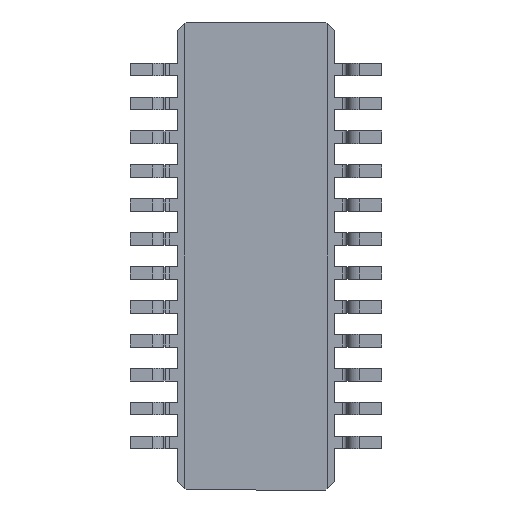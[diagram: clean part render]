
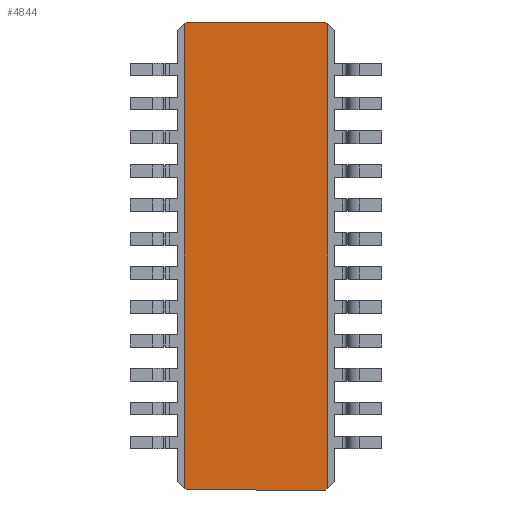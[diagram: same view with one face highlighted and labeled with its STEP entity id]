
A CAD part, front view. The second image highlights one B-rep face of the part: STEP entity #4844.
In plain terms, the highlighted planar face has unit normal (0, -1, 0).
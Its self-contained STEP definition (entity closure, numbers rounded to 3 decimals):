
#140 = LINE ( 'NONE', #10078, #6072 ) ;
#351 = CARTESIAN_POINT ( 'NONE',  ( -1.7, -0.6, 0.02 ) ) ;
#384 = VERTEX_POINT ( 'NONE', #3520 ) ;
#410 = ORIENTED_EDGE ( 'NONE', *, *, #6382, .T. ) ;
#485 = VERTEX_POINT ( 'NONE', #11798 ) ;
#578 = VECTOR ( 'NONE', #9358, 1000. ) ;
#698 = EDGE_LOOP ( 'NONE', ( #6636, #5830, #11093, #4879, #9139, #2251, #4208, #410 ) ) ;
#802 = EDGE_CURVE ( 'NONE', #10921, #10731, #11914, .T. ) ;
#909 = VERTEX_POINT ( 'NONE', #1115 ) ;
#1115 = CARTESIAN_POINT ( 'NONE',  ( -0.03, -0.6, 0. ) ) ;
#1181 = CARTESIAN_POINT ( 'NONE',  ( -0.03, -0.6, 5.52 ) ) ;
#1276 = LINE ( 'NONE', #4706, #2280 ) ;
#1360 = VECTOR ( 'NONE', #8460, 1000. ) ;
#1385 = VECTOR ( 'NONE', #5198, 1000. ) ;
#1544 = VECTOR ( 'NONE', #7886, 1000. ) ;
#1701 = LINE ( 'NONE', #5312, #1360 ) ;
#1957 = EDGE_CURVE ( 'NONE', #10731, #384, #3658, .T. ) ;
#2251 = ORIENTED_EDGE ( 'NONE', *, *, #11214, .T. ) ;
#2280 = VECTOR ( 'NONE', #2795, 1000. ) ;
#2338 = CARTESIAN_POINT ( 'NONE',  ( -0.01, -0.6, -4. ) ) ;
#2595 = VERTEX_POINT ( 'NONE', #10251 ) ;
#2795 = DIRECTION ( 'NONE',  ( 0.707, 0., 0.707 ) ) ;
#2864 = VERTEX_POINT ( 'NONE', #10705 ) ;
#2866 = DIRECTION ( 'NONE',  ( -0.707, 0., 0.707 ) ) ;
#3005 = VECTOR ( 'NONE', #8548, 1000. ) ;
#3114 = DIRECTION ( 'NONE',  ( 0., -1., 0. ) ) ;
#3278 = AXIS2_PLACEMENT_3D ( 'NONE', #6236, #3114, #7425 ) ;
#3377 = LINE ( 'NONE', #9319, #578 ) ;
#3520 = CARTESIAN_POINT ( 'NONE',  ( -1.7, -0.6, 5.5 ) ) ;
#3658 = LINE ( 'NONE', #11018, #1544 ) ;
#4208 = ORIENTED_EDGE ( 'NONE', *, *, #13584, .T. ) ;
#4706 = CARTESIAN_POINT ( 'NONE',  ( -0.03, -0.6, 0. ) ) ;
#4844 = ADVANCED_FACE ( 'NONE', ( #5190 ), #11562, .T. ) ;
#4879 = ORIENTED_EDGE ( 'NONE', *, *, #9784, .T. ) ;
#5190 = FACE_OUTER_BOUND ( 'NONE', #698, .T. ) ;
#5198 = DIRECTION ( 'NONE',  ( -1., 0., 0. ) ) ;
#5312 = CARTESIAN_POINT ( 'NONE',  ( -1.7, -0.6, 0.02 ) ) ;
#5490 = DIRECTION ( 'NONE',  ( 0., 0., -1. ) ) ;
#5830 = ORIENTED_EDGE ( 'NONE', *, *, #1957, .T. ) ;
#6072 = VECTOR ( 'NONE', #2866, 1000. ) ;
#6148 = EDGE_CURVE ( 'NONE', #384, #11105, #9526, .T. ) ;
#6236 = CARTESIAN_POINT ( 'NONE',  ( -0.855, -0.6, -4. ) ) ;
#6382 = EDGE_CURVE ( 'NONE', #2864, #10921, #140, .T. ) ;
#6636 = ORIENTED_EDGE ( 'NONE', *, *, #802, .T. ) ;
#7425 = DIRECTION ( 'NONE',  ( 0., 0., -1. ) ) ;
#7886 = DIRECTION ( 'NONE',  ( -0.707, 0., -0.707 ) ) ;
#8460 = DIRECTION ( 'NONE',  ( 0.707, 0., -0.707 ) ) ;
#8548 = DIRECTION ( 'NONE',  ( 0., 0., 1. ) ) ;
#8999 = EDGE_CURVE ( 'NONE', #485, #909, #3377, .T. ) ;
#9081 = CARTESIAN_POINT ( 'NONE',  ( -1.68, -0.6, 5.52 ) ) ;
#9139 = ORIENTED_EDGE ( 'NONE', *, *, #8999, .T. ) ;
#9319 = CARTESIAN_POINT ( 'NONE',  ( -0.855, -0.6, 0. ) ) ;
#9358 = DIRECTION ( 'NONE',  ( 1., 0., 0. ) ) ;
#9526 = LINE ( 'NONE', #9558, #12694 ) ;
#9558 = CARTESIAN_POINT ( 'NONE',  ( -1.7, -0.6, -4. ) ) ;
#9784 = EDGE_CURVE ( 'NONE', #11105, #485, #1701, .T. ) ;
#10078 = CARTESIAN_POINT ( 'NONE',  ( -0.01, -0.6, 5.5 ) ) ;
#10251 = CARTESIAN_POINT ( 'NONE',  ( -0.01, -0.6, 0.02 ) ) ;
#10705 = CARTESIAN_POINT ( 'NONE',  ( -0.01, -0.6, 5.5 ) ) ;
#10731 = VERTEX_POINT ( 'NONE', #9081 ) ;
#10921 = VERTEX_POINT ( 'NONE', #1181 ) ;
#11018 = CARTESIAN_POINT ( 'NONE',  ( -1.68, -0.6, 5.52 ) ) ;
#11093 = ORIENTED_EDGE ( 'NONE', *, *, #6148, .T. ) ;
#11105 = VERTEX_POINT ( 'NONE', #351 ) ;
#11214 = EDGE_CURVE ( 'NONE', #909, #2595, #1276, .T. ) ;
#11511 = CARTESIAN_POINT ( 'NONE',  ( -0.855, -0.6, 5.52 ) ) ;
#11562 = PLANE ( 'NONE',  #3278 ) ;
#11725 = LINE ( 'NONE', #2338, #3005 ) ;
#11798 = CARTESIAN_POINT ( 'NONE',  ( -1.68, -0.6, 0. ) ) ;
#11914 = LINE ( 'NONE', #11511, #1385 ) ;
#12694 = VECTOR ( 'NONE', #5490, 1000. ) ;
#13584 = EDGE_CURVE ( 'NONE', #2595, #2864, #11725, .T. ) ;
